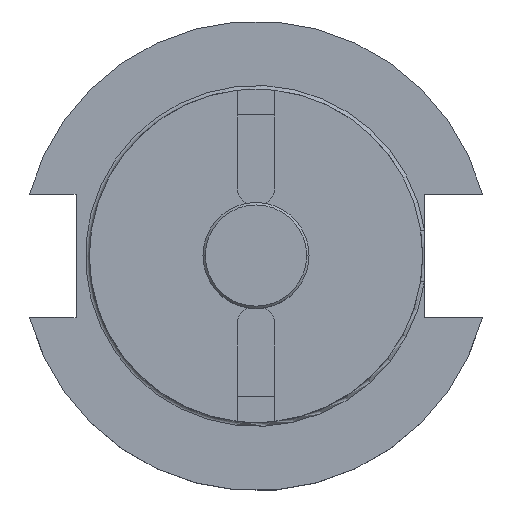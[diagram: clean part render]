
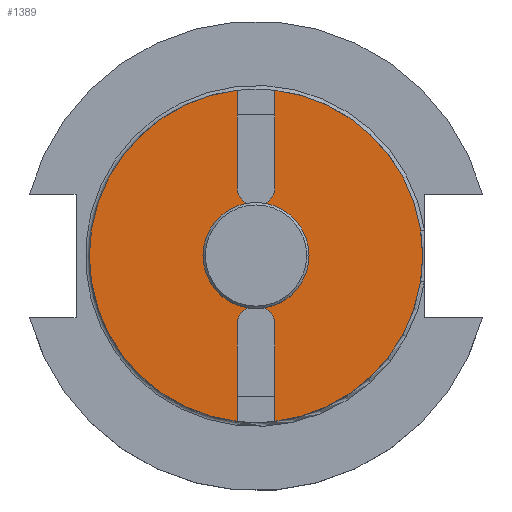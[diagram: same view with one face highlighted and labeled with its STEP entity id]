
A CAD part, top view. The second image highlights one B-rep face of the part: STEP entity #1389.
In plain terms, the highlighted planar face has unit normal (0, 0, 1).
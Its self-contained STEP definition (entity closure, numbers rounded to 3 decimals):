
#16 = ORIENTED_EDGE ( 'NONE', *, *, #372, .F. ) ;
#68 = DIRECTION ( 'NONE',  ( 1., 0., 0. ) ) ;
#116 = VECTOR ( 'NONE', #330, 1000. ) ;
#117 = EDGE_CURVE ( 'NONE', #1992, #1527, #1789, .T. ) ;
#118 = EDGE_LOOP ( 'NONE', ( #1895, #2185, #2331, #16, #1654, #1890, #855, #2256, #1523, #1348 ) ) ;
#154 = CARTESIAN_POINT ( 'NONE',  ( 3.968, 38.843, 38.1 ) ) ;
#157 = CARTESIAN_POINT ( 'NONE',  ( -9.525, 0., 38.1 ) ) ;
#161 = AXIS2_PLACEMENT_3D ( 'NONE', #847, #1398, #2127 ) ;
#165 = CARTESIAN_POINT ( 'NONE',  ( 34.925, 0., 38.1 ) ) ;
#168 = CARTESIAN_POINT ( 'NONE',  ( 3.968, 34.699, 38.1 ) ) ;
#209 = CARTESIAN_POINT ( 'NONE',  ( 3.968, -14.468, 38.1 ) ) ;
#299 = DIRECTION ( 'NONE',  ( 0., 0., 1. ) ) ;
#323 = CARTESIAN_POINT ( 'NONE',  ( -3.968, -38.843, 38.1 ) ) ;
#330 = DIRECTION ( 'NONE',  ( 0., 1., 0. ) ) ;
#372 = EDGE_CURVE ( 'NONE', #1184, #548, #2037, .T. ) ;
#381 = VERTEX_POINT ( 'NONE', #1602 ) ;
#447 = LINE ( 'NONE', #2217, #539 ) ;
#489 = DIRECTION ( 'NONE',  ( 0., 0., 1. ) ) ;
#510 = VERTEX_POINT ( 'NONE', #2119 ) ;
#519 = FACE_BOUND ( 'NONE', #1584, .T. ) ;
#533 = EDGE_CURVE ( 'NONE', #1987, #1992, #926, .T. ) ;
#539 = VECTOR ( 'NONE', #945, 1000. ) ;
#548 = VERTEX_POINT ( 'NONE', #168 ) ;
#572 = EDGE_CURVE ( 'NONE', #1668, #997, #954, .T. ) ;
#595 = CARTESIAN_POINT ( 'NONE',  ( -34.925, 0., 38.1 ) ) ;
#639 = CARTESIAN_POINT ( 'NONE',  ( 0., 14.468, 38.1 ) ) ;
#658 = DIRECTION ( 'NONE',  ( 1., 0., 0. ) ) ;
#694 = CIRCLE ( 'NONE', #161, 3.968 ) ;
#758 = DIRECTION ( 'NONE',  ( 0., 0., 1. ) ) ;
#838 = DIRECTION ( 'NONE',  ( 1., 0., 0. ) ) ;
#847 = CARTESIAN_POINT ( 'NONE',  ( 0., -14.468, 38.1 ) ) ;
#851 = EDGE_CURVE ( 'NONE', #1987, #1296, #1377, .T. ) ;
#855 = ORIENTED_EDGE ( 'NONE', *, *, #533, .T. ) ;
#875 = DIRECTION ( 'NONE',  ( 0., 0., 1. ) ) ;
#889 = VECTOR ( 'NONE', #1022, 1000. ) ;
#902 = ORIENTED_EDGE ( 'NONE', *, *, #1990, .F. ) ;
#919 = EDGE_CURVE ( 'NONE', #1297, #548, #2019, .T. ) ;
#921 = CARTESIAN_POINT ( 'NONE',  ( -3.968, 14.468, 38.1 ) ) ;
#926 = CIRCLE ( 'NONE', #2214, 34.925 ) ;
#928 = PLANE ( 'NONE',  #2349 ) ;
#941 = DIRECTION ( 'NONE',  ( 1., 0., 0. ) ) ;
#945 = DIRECTION ( 'NONE',  ( 0., 1., 0. ) ) ;
#954 = CIRCLE ( 'NONE', #2345, 9.525 ) ;
#984 = DIRECTION ( 'NONE',  ( 0., 0., 1. ) ) ;
#989 = AXIS2_PLACEMENT_3D ( 'NONE', #1506, #2046, #2230 ) ;
#997 = VERTEX_POINT ( 'NONE', #1860 ) ;
#1022 = DIRECTION ( 'NONE',  ( 0., -1., 0. ) ) ;
#1076 = DIRECTION ( 'NONE',  ( 0., 0., 1. ) ) ;
#1136 = CARTESIAN_POINT ( 'NONE',  ( 0., 0., 38.1 ) ) ;
#1184 = VERTEX_POINT ( 'NONE', #1198 ) ;
#1193 = CARTESIAN_POINT ( 'NONE',  ( -3.968, 38.843, 38.1 ) ) ;
#1198 = CARTESIAN_POINT ( 'NONE',  ( 3.969, 14.468, 38.1 ) ) ;
#1205 = CARTESIAN_POINT ( 'NONE',  ( -3.968, -34.699, 38.1 ) ) ;
#1227 = CARTESIAN_POINT ( 'NONE',  ( 0., 0., 38.1 ) ) ;
#1238 = VECTOR ( 'NONE', #1517, 1000. ) ;
#1253 = DIRECTION ( 'NONE',  ( 1., 0., 0. ) ) ;
#1296 = VERTEX_POINT ( 'NONE', #921 ) ;
#1297 = VERTEX_POINT ( 'NONE', #165 ) ;
#1348 = ORIENTED_EDGE ( 'NONE', *, *, #1452, .F. ) ;
#1353 = LINE ( 'NONE', #323, #889 ) ;
#1365 = DIRECTION ( 'NONE',  ( 1., 0., 0. ) ) ;
#1368 = AXIS2_PLACEMENT_3D ( 'NONE', #1930, #299, #1365 ) ;
#1377 = LINE ( 'NONE', #1193, #1238 ) ;
#1389 = ADVANCED_FACE ( 'NONE', ( #1810, #519 ), #928, .T. ) ;
#1398 = DIRECTION ( 'NONE',  ( 0., 0., 1. ) ) ;
#1440 = ORIENTED_EDGE ( 'NONE', *, *, #572, .F. ) ;
#1452 = EDGE_CURVE ( 'NONE', #2207, #510, #694, .T. ) ;
#1488 = EDGE_CURVE ( 'NONE', #510, #1527, #1353, .T. ) ;
#1506 = CARTESIAN_POINT ( 'NONE',  ( 0., 0., 38.1 ) ) ;
#1517 = DIRECTION ( 'NONE',  ( 0., -1., 0. ) ) ;
#1523 = ORIENTED_EDGE ( 'NONE', *, *, #1488, .F. ) ;
#1527 = VERTEX_POINT ( 'NONE', #1205 ) ;
#1584 = EDGE_LOOP ( 'NONE', ( #902, #1440 ) ) ;
#1599 = EDGE_CURVE ( 'NONE', #1296, #1184, #1693, .T. ) ;
#1602 = CARTESIAN_POINT ( 'NONE',  ( 3.968, -34.699, 38.1 ) ) ;
#1654 = ORIENTED_EDGE ( 'NONE', *, *, #1599, .F. ) ;
#1668 = VERTEX_POINT ( 'NONE', #157 ) ;
#1678 = AXIS2_PLACEMENT_3D ( 'NONE', #639, #1905, #838 ) ;
#1693 = CIRCLE ( 'NONE', #1678, 3.968 ) ;
#1719 = CARTESIAN_POINT ( 'NONE',  ( 0., 0., 38.1 ) ) ;
#1789 = CIRCLE ( 'NONE', #1877, 34.925 ) ;
#1810 = FACE_OUTER_BOUND ( 'NONE', #118, .T. ) ;
#1860 = CARTESIAN_POINT ( 'NONE',  ( 9.525, 0., 38.1 ) ) ;
#1875 = AXIS2_PLACEMENT_3D ( 'NONE', #1136, #758, #941 ) ;
#1877 = AXIS2_PLACEMENT_3D ( 'NONE', #1719, #984, #68 ) ;
#1890 = ORIENTED_EDGE ( 'NONE', *, *, #851, .F. ) ;
#1893 = CIRCLE ( 'NONE', #1875, 34.925 ) ;
#1895 = ORIENTED_EDGE ( 'NONE', *, *, #1981, .F. ) ;
#1905 = DIRECTION ( 'NONE',  ( 0., 0., 1. ) ) ;
#1930 = CARTESIAN_POINT ( 'NONE',  ( 0., 0., 38.1 ) ) ;
#1963 = EDGE_CURVE ( 'NONE', #381, #1297, #1893, .T. ) ;
#1981 = EDGE_CURVE ( 'NONE', #381, #2207, #447, .T. ) ;
#1987 = VERTEX_POINT ( 'NONE', #2197 ) ;
#1990 = EDGE_CURVE ( 'NONE', #997, #1668, #2093, .T. ) ;
#1992 = VERTEX_POINT ( 'NONE', #595 ) ;
#2019 = CIRCLE ( 'NONE', #1368, 34.925 ) ;
#2037 = LINE ( 'NONE', #154, #116 ) ;
#2046 = DIRECTION ( 'NONE',  ( 0., 0., 1. ) ) ;
#2093 = CIRCLE ( 'NONE', #989, 9.525 ) ;
#2119 = CARTESIAN_POINT ( 'NONE',  ( -3.968, -14.468, 38.1 ) ) ;
#2127 = DIRECTION ( 'NONE',  ( -1., 0., 0. ) ) ;
#2154 = CARTESIAN_POINT ( 'NONE',  ( 0., 0., 38.1 ) ) ;
#2185 = ORIENTED_EDGE ( 'NONE', *, *, #1963, .T. ) ;
#2197 = CARTESIAN_POINT ( 'NONE',  ( -3.968, 34.699, 38.1 ) ) ;
#2207 = VERTEX_POINT ( 'NONE', #209 ) ;
#2214 = AXIS2_PLACEMENT_3D ( 'NONE', #1227, #875, #1253 ) ;
#2217 = CARTESIAN_POINT ( 'NONE',  ( 3.968, -38.843, 38.1 ) ) ;
#2230 = DIRECTION ( 'NONE',  ( 1., 0., 0. ) ) ;
#2256 = ORIENTED_EDGE ( 'NONE', *, *, #117, .T. ) ;
#2289 = CARTESIAN_POINT ( 'NONE',  ( 0., 34.925, 38.1 ) ) ;
#2331 = ORIENTED_EDGE ( 'NONE', *, *, #919, .T. ) ;
#2344 = DIRECTION ( 'NONE',  ( 1., 0., 0. ) ) ;
#2345 = AXIS2_PLACEMENT_3D ( 'NONE', #2154, #1076, #2344 ) ;
#2349 = AXIS2_PLACEMENT_3D ( 'NONE', #2289, #489, #658 ) ;
